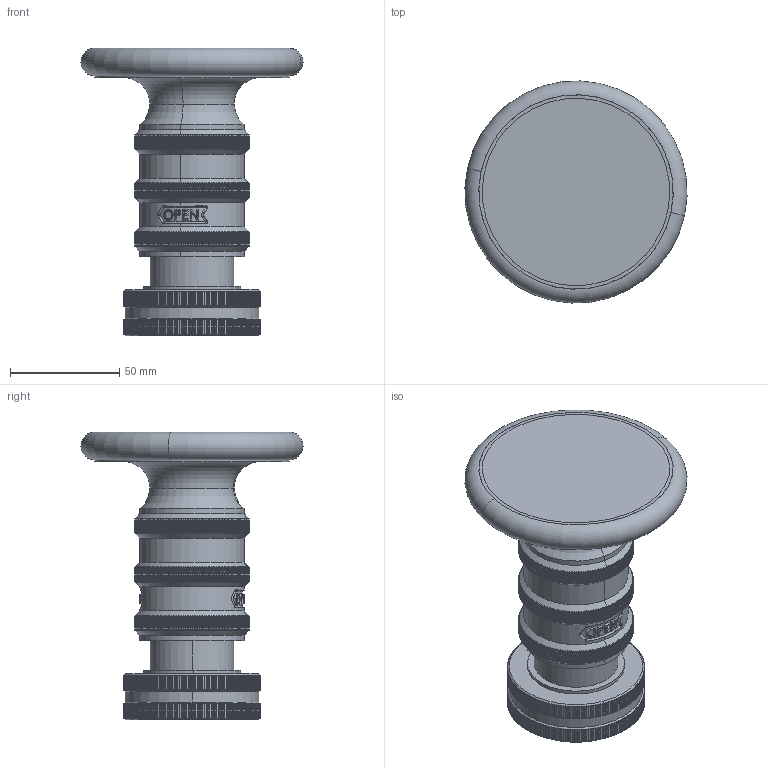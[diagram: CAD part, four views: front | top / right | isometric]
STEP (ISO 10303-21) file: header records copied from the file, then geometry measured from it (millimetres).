
FILE_DESCRIPTION (( 'STEP AP214' ), '1' );
FILE_NAME ('L-200.STEP', '2020-09-03T14:16:38', ( '' ), ( '' ), 'SwSTEP 2.0', 'SolidWorks 2019', '' );
FILE_SCHEMA (( 'AUTOMOTIVE_DESIGN' ));
Length unit declared in the file: millimetre
Products named in the file (1): L-200
Bounding box: 101.52 x 101.52 x 131.52 mm (x, y, z)
Volume: 329930.9 mm3; surface area: 51108.2 mm2
Topology: 1 solids, 1 shells, 3461 faces, 10258 edges, 6814 vertices
Faces by surface type: plane 2194, cylinder 1118, bspline 113, cone 20, sphere 10, torus 6
Entity records: 128587 total; most frequent: CARTESIAN_POINT 43328, ORIENTED_EDGE 20488, DIRECTION 14550, EDGE_CURVE 10244, VERTEX_POINT 6806, AXIS2_PLACEMENT_3D 5609, B_SPLINE_CURVE_WITH_KNOTS 4652, EDGE_LOOP 3482
